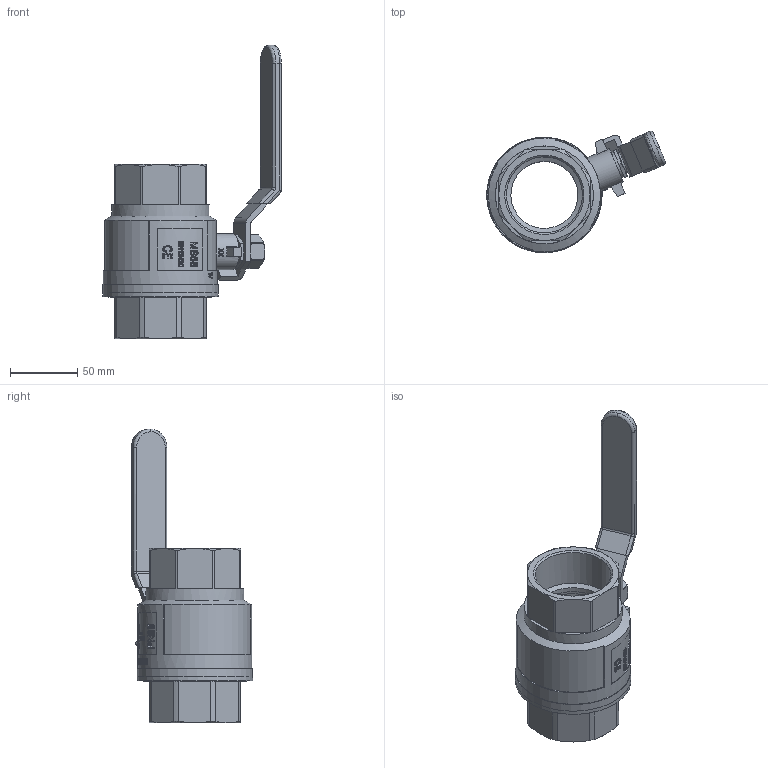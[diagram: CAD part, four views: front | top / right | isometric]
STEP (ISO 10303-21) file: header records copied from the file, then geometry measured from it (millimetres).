
FILE_DESCRIPTION(/* description */ ('Unknown'),/* implementation_level */ '2;1');
FILE_NAME(/* name */ '756-09',/* time_stamp */ '2022-07-27T12:45:40+02:00',/* author */ ('Unknown'),/* organization */ ('Unknown'),/* preprocessor_version */ 'ST-DEVELOPER v16.7',/* originating_system */ 'Solid Edge',/* authorisation */ 'Unknown');
FILE_SCHEMA (('AUTOMOTIVE_DESIGN {1 0 10303 214 3 1 1}'));
Length unit declared in the file: millimetre
Products named in the file (11): 2.756.050; Mutter; 2.756B.050_oa_0; 757-2-Einschraubteil; 757-2-Kvrper; 600-2-Spindel-co_oa_1; 600-2-Stopfbuchse; 600-2-Spindel; Stahlgriff 2; Stahlgriff-1; Stahlgriff-um
Assembly tree (10 placements, depth 4):
  2.756.050
    Mutter
    2.756B.050_oa_0
      757-2-Einschraubteil
      757-2-Kvrper
      600-2-Spindel-co_oa_1
        600-2-Stopfbuchse
        600-2-Spindel
    Stahlgriff 2
      Stahlgriff-1
      Stahlgriff-um
Bounding box: 133.01 x 90.26 x 218.99 mm (x, y, z)
Volume: 214646 mm3; surface area: 110586.2 mm2
Topology: 6 solids, 7 shells, 1323 faces, 3688 edges, 2444 vertices
Faces by surface type: plane 1133, cylinder 116, cone 54, bspline 16, torus 2, sphere 2
Full cylindrical faces by diameter (mm): 11.8 x1, 12.5 x1, 16 x2, 16.1 x1, 16.5 x1, 18 x1, 20 x2, 20.5 x1, 20.52 x1, 22 x1, 27 x1, 50 x2, 56.656 x2, 63 x2, 73 x1, 77.38 x1, 79 x1, 79.2 x1, 85 x1, 86 x2
Entity records: 56272 total; most frequent: CARTESIAN_POINT 12643, DIRECTION 8130, ORIENTED_EDGE 7250, EDGE_CURVE 3629, AXIS2_PLACEMENT_3D 3312, VERTEX_POINT 2429, ELLIPSE 1603, LINE 1506
